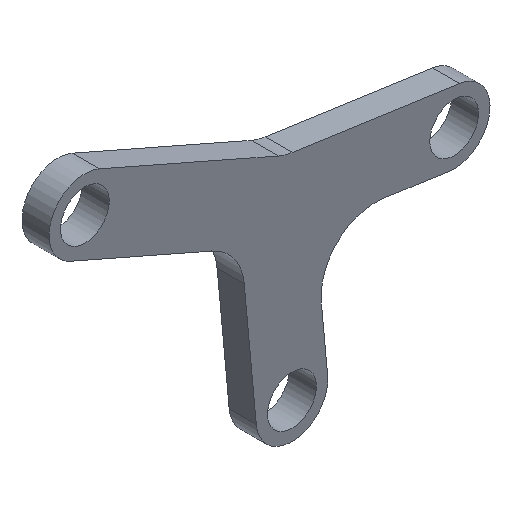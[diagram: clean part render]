
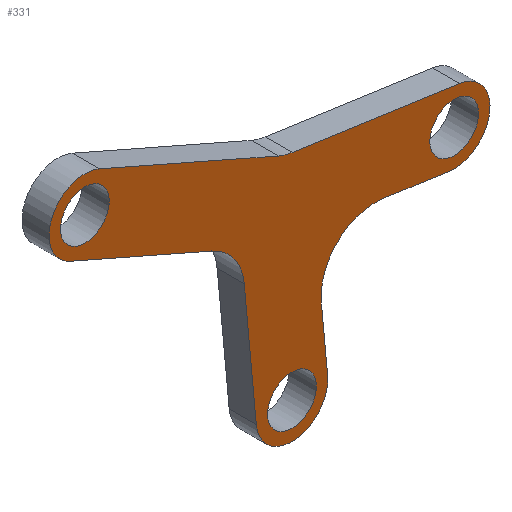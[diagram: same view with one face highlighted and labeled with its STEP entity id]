
A CAD part, isometric view. The second image highlights one B-rep face of the part: STEP entity #331.
In plain terms, the highlighted planar face has unit normal (0, -1, 0).
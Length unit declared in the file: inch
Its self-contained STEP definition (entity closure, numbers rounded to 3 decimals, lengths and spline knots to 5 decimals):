
#18=FACE_BOUND('',#66,.T.);
#19=FACE_BOUND('',#67,.T.);
#20=FACE_BOUND('',#68,.T.);
#28=PLANE('',#380);
#45=FACE_OUTER_BOUND('',#65,.T.);
#65=EDGE_LOOP('',(#291,#292,#293,#294,#295,#296,#297,#298,#299,#300,#301,
#302));
#66=EDGE_LOOP('',(#303));
#67=EDGE_LOOP('',(#304));
#68=EDGE_LOOP('',(#305));
#71=LINE('',#492,#98);
#76=LINE('',#507,#103);
#81=LINE('',#522,#108);
#90=LINE('',#555,#117);
#93=LINE('',#564,#120);
#95=LINE('',#570,#122);
#98=VECTOR('',#393,0.3937);
#103=VECTOR('',#406,0.3937);
#108=VECTOR('',#419,0.3937);
#117=VECTOR('',#454,0.3937);
#120=VECTOR('',#465,0.3937);
#122=VECTOR('',#475,0.3937);
#123=CIRCLE('',#347,0.18898);
#125=CIRCLE('',#351,0.18898);
#127=CIRCLE('',#355,0.18898);
#129=CIRCLE('',#359,0.085);
#131=CIRCLE('',#362,0.085);
#133=CIRCLE('',#365,0.085);
#135=CIRCLE('',#368,0.125);
#137=CIRCLE('',#372,0.125);
#139=CIRCLE('',#376,0.125);
#141=VERTEX_POINT('',#482);
#142=VERTEX_POINT('',#483);
#145=VERTEX_POINT('',#491);
#147=VERTEX_POINT('',#497);
#148=VERTEX_POINT('',#498);
#151=VERTEX_POINT('',#506);
#153=VERTEX_POINT('',#512);
#154=VERTEX_POINT('',#513);
#157=VERTEX_POINT('',#521);
#159=VERTEX_POINT('',#527);
#161=VERTEX_POINT('',#533);
#163=VERTEX_POINT('',#539);
#165=VERTEX_POINT('',#545);
#168=VERTEX_POINT('',#553);
#170=VERTEX_POINT('',#562);
#171=EDGE_CURVE('',#141,#142,#123,.T.);
#175=EDGE_CURVE('',#142,#145,#71,.T.);
#178=EDGE_CURVE('',#147,#148,#125,.T.);
#182=EDGE_CURVE('',#148,#151,#76,.T.);
#185=EDGE_CURVE('',#153,#154,#127,.T.);
#189=EDGE_CURVE('',#154,#157,#81,.T.);
#192=EDGE_CURVE('',#159,#159,#129,.T.);
#195=EDGE_CURVE('',#161,#161,#131,.T.);
#198=EDGE_CURVE('',#163,#163,#133,.T.);
#201=EDGE_CURVE('',#145,#165,#135,.T.);
#206=EDGE_CURVE('',#168,#141,#90,.T.);
#207=EDGE_CURVE('',#157,#168,#137,.T.);
#211=EDGE_CURVE('',#170,#153,#93,.T.);
#212=EDGE_CURVE('',#151,#170,#139,.T.);
#215=EDGE_CURVE('',#165,#147,#95,.T.);
#291=ORIENTED_EDGE('',*,*,#215,.F.);
#292=ORIENTED_EDGE('',*,*,#201,.F.);
#293=ORIENTED_EDGE('',*,*,#175,.F.);
#294=ORIENTED_EDGE('',*,*,#171,.F.);
#295=ORIENTED_EDGE('',*,*,#206,.F.);
#296=ORIENTED_EDGE('',*,*,#207,.F.);
#297=ORIENTED_EDGE('',*,*,#189,.F.);
#298=ORIENTED_EDGE('',*,*,#185,.F.);
#299=ORIENTED_EDGE('',*,*,#211,.F.);
#300=ORIENTED_EDGE('',*,*,#212,.F.);
#301=ORIENTED_EDGE('',*,*,#182,.F.);
#302=ORIENTED_EDGE('',*,*,#178,.F.);
#303=ORIENTED_EDGE('',*,*,#192,.T.);
#304=ORIENTED_EDGE('',*,*,#195,.T.);
#305=ORIENTED_EDGE('',*,*,#198,.T.);
#331=ADVANCED_FACE('',(#45,#18,#19,#20),#28,.F.);
#347=AXIS2_PLACEMENT_3D('',#484,#385,#386);
#351=AXIS2_PLACEMENT_3D('',#499,#398,#399);
#355=AXIS2_PLACEMENT_3D('',#514,#411,#412);
#359=AXIS2_PLACEMENT_3D('',#528,#424,#425);
#362=AXIS2_PLACEMENT_3D('',#534,#431,#432);
#365=AXIS2_PLACEMENT_3D('',#540,#438,#439);
#368=AXIS2_PLACEMENT_3D('',#546,#445,#446);
#372=AXIS2_PLACEMENT_3D('',#557,#457,#458);
#376=AXIS2_PLACEMENT_3D('',#566,#468,#469);
#380=AXIS2_PLACEMENT_3D('',#572,#478,#479);
#385=DIRECTION('center_axis',(0.,-1.,0.));
#386=DIRECTION('ref_axis',(-0.274,0.,-0.962));
#393=DIRECTION('',(0.99,0.,-0.141));
#398=DIRECTION('center_axis',(0.,-1.,0.));
#399=DIRECTION('ref_axis',(-0.69,0.,0.724));
#406=DIRECTION('',(0.093,0.,-0.996));
#411=DIRECTION('center_axis',(0.,-1.,0.));
#412=DIRECTION('ref_axis',(0.81,0.,0.586));
#419=DIRECTION('',(-0.916,0.,0.401));
#424=DIRECTION('center_axis',(0.,1.,0.));
#425=DIRECTION('ref_axis',(0.,0.,-1.));
#431=DIRECTION('center_axis',(0.,1.,0.));
#432=DIRECTION('ref_axis',(0.,0.,-1.));
#438=DIRECTION('center_axis',(0.,1.,0.));
#439=DIRECTION('ref_axis',(0.,0.,-1.));
#445=DIRECTION('center_axis',(0.,1.,0.));
#446=DIRECTION('ref_axis',(0.141,0.,0.99));
#454=DIRECTION('',(0.916,0.,-0.401));
#457=DIRECTION('center_axis',(0.,1.,0.));
#458=DIRECTION('ref_axis',(-0.401,0.,-0.916));
#465=DIRECTION('',(-0.093,0.,0.996));
#468=DIRECTION('center_axis',(0.,1.,0.));
#469=DIRECTION('ref_axis',(0.996,0.,0.093));
#475=DIRECTION('',(-0.99,0.,0.141));
#478=DIRECTION('center_axis',(0.,1.,0.));
#479=DIRECTION('ref_axis',(-1.,0.,0.));
#482=CARTESIAN_POINT('',(0.16434,6.57672,-0.03287));
#483=CARTESIAN_POINT('',(0.21349,6.57672,-0.04684));
#484=CARTESIAN_POINT('Origin',(0.24013,6.57672,0.14025));
#491=CARTESIAN_POINT('',(0.79608,6.57672,-0.12981));
#492=CARTESIAN_POINT('',(0.17107,6.57672,-0.0408));
#497=CARTESIAN_POINT('',(0.52991,6.57672,-0.34443));
#498=CARTESIAN_POINT('',(0.31512,6.57672,-0.54918));
#499=CARTESIAN_POINT('Origin',(0.50327,6.57672,-0.53151));
#506=CARTESIAN_POINT('',(0.33708,6.57672,-0.78305));
#507=CARTESIAN_POINT('',(0.2779,6.57672,-0.15287));
#512=CARTESIAN_POINT('',(0.04629,6.57672,-0.36034));
#513=CARTESIAN_POINT('',(-0.06607,6.57672,-0.2049));
#514=CARTESIAN_POINT('Origin',(-0.14186,6.57672,-0.37801));
#521=CARTESIAN_POINT('',(-0.55984,6.57672,0.01129));
#522=CARTESIAN_POINT('',(0.10331,6.57672,-0.27906));
#527=CARTESIAN_POINT('',(0.21263,6.57672,-0.70974));
#528=CARTESIAN_POINT('Origin',(0.21263,6.57672,-0.79474));
#533=CARTESIAN_POINT('',(-0.50971,6.57672,0.2108));
#534=CARTESIAN_POINT('Origin',(-0.50971,6.57672,0.1258));
#539=CARTESIAN_POINT('',(0.77846,6.57672,-0.16856));
#540=CARTESIAN_POINT('Origin',(0.77846,6.57672,-0.25356));
#545=CARTESIAN_POINT('',(0.76084,6.57672,-0.37731));
#546=CARTESIAN_POINT('Origin',(0.77846,6.57672,-0.25356));
#553=CARTESIAN_POINT('',(-0.45957,6.57672,0.2403));
#555=CARTESIAN_POINT('',(-0.45957,6.57672,0.2403));
#557=CARTESIAN_POINT('Origin',(-0.50971,6.57672,0.1258));
#562=CARTESIAN_POINT('',(0.08818,6.57672,-0.80643));
#564=CARTESIAN_POINT('',(0.08818,6.57672,-0.80643));
#566=CARTESIAN_POINT('Origin',(0.21263,6.57672,-0.79474));
#570=CARTESIAN_POINT('',(0.76084,6.57672,-0.37731));
#572=CARTESIAN_POINT('Origin',(0.13438,6.57672,-0.33447));
